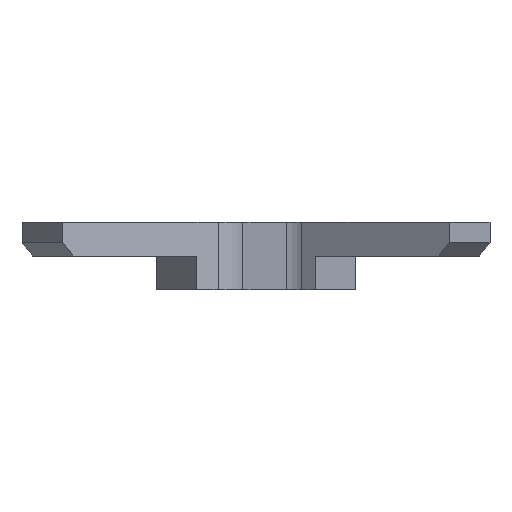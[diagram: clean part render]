
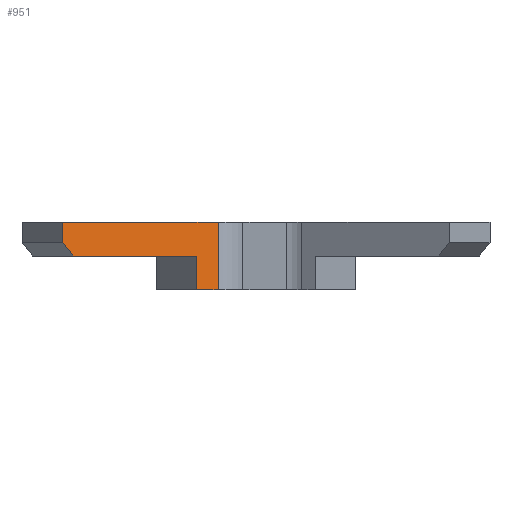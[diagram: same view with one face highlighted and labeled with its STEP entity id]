
A CAD part, front view. The second image highlights one B-rep face of the part: STEP entity #951.
In plain terms, the highlighted planar face has unit normal (0.604, -0.797, 0).
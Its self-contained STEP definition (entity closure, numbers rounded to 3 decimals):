
#26 = ORIENTED_EDGE ( 'NONE', *, *, #241, .T. ) ;
#39 = FACE_OUTER_BOUND ( 'NONE', #812, .T. ) ;
#77 = VERTEX_POINT ( 'NONE', #237 ) ;
#86 = CARTESIAN_POINT ( 'NONE',  ( -11.276, -21.078, 20. ) ) ;
#110 = ORIENTED_EDGE ( 'NONE', *, *, #423, .T. ) ;
#155 = LINE ( 'NONE', #276, #1508 ) ;
#158 = VERTEX_POINT ( 'NONE', #1610 ) ;
#196 = VERTEX_POINT ( 'NONE', #535 ) ;
#237 = CARTESIAN_POINT ( 'NONE',  ( -54.282, -53.632, 10. ) ) ;
#241 = EDGE_CURVE ( 'NONE', #158, #1545, #965, .T. ) ;
#276 = CARTESIAN_POINT ( 'NONE',  ( -17.605, -25.869, 10. ) ) ;
#278 = CARTESIAN_POINT ( 'NONE',  ( 0., -12.542, 0. ) ) ;
#348 = ORIENTED_EDGE ( 'NONE', *, *, #1362, .F. ) ;
#362 = ORIENTED_EDGE ( 'NONE', *, *, #1236, .T. ) ;
#423 = EDGE_CURVE ( 'NONE', #591, #77, #1281, .T. ) ;
#484 = EDGE_CURVE ( 'NONE', #695, #77, #1437, .T. ) ;
#535 = CARTESIAN_POINT ( 'NONE',  ( -11.276, -21.078, 0. ) ) ;
#549 = CARTESIAN_POINT ( 'NONE',  ( -57.471, -56.046, 10. ) ) ;
#591 = VERTEX_POINT ( 'NONE', #945 ) ;
#639 = CARTESIAN_POINT ( 'NONE',  ( 0., -12.542, 20. ) ) ;
#641 = DIRECTION ( 'NONE',  ( 0.564, 0.427, -0.707 ) ) ;
#651 = VECTOR ( 'NONE', #1311, 1000. ) ;
#683 = CARTESIAN_POINT ( 'NONE',  ( 0., -12.542, 20. ) ) ;
#695 = VERTEX_POINT ( 'NONE', #975 ) ;
#706 = LINE ( 'NONE', #999, #877 ) ;
#726 = CARTESIAN_POINT ( 'NONE',  ( -17.605, -25.869, 0. ) ) ;
#739 = DIRECTION ( 'NONE',  ( 0., 0., -1. ) ) ;
#757 = VECTOR ( 'NONE', #802, 1000. ) ;
#802 = DIRECTION ( 'NONE',  ( -0.797, -0.604, 0. ) ) ;
#812 = EDGE_LOOP ( 'NONE', ( #885, #110, #1164, #348, #1439, #362, #26 ) ) ;
#817 = DIRECTION ( 'NONE',  ( 0.797, 0.604, 0. ) ) ;
#877 = VECTOR ( 'NONE', #739, 1000. ) ;
#885 = ORIENTED_EDGE ( 'NONE', *, *, #1072, .T. ) ;
#945 = CARTESIAN_POINT ( 'NONE',  ( -57.471, -56.046, 14. ) ) ;
#951 = ADVANCED_FACE ( 'NONE', ( #39 ), #1338, .T. ) ;
#965 = LINE ( 'NONE', #683, #1259 ) ;
#974 = DIRECTION ( 'NONE',  ( 0.604, -0.797, 0. ) ) ;
#975 = CARTESIAN_POINT ( 'NONE',  ( -17.605, -25.869, 10. ) ) ;
#992 = EDGE_CURVE ( 'NONE', #196, #1534, #1470, .T. ) ;
#999 = CARTESIAN_POINT ( 'NONE',  ( -57.471, -56.046, 20. ) ) ;
#1072 = EDGE_CURVE ( 'NONE', #1545, #591, #706, .T. ) ;
#1164 = ORIENTED_EDGE ( 'NONE', *, *, #484, .F. ) ;
#1216 = DIRECTION ( 'NONE',  ( -0.797, -0.604, 0. ) ) ;
#1236 = EDGE_CURVE ( 'NONE', #196, #158, #1550, .T. ) ;
#1259 = VECTOR ( 'NONE', #1216, 1000. ) ;
#1260 = VECTOR ( 'NONE', #641, 1000. ) ;
#1281 = LINE ( 'NONE', #1408, #1260 ) ;
#1311 = DIRECTION ( 'NONE',  ( 0., 0., 1. ) ) ;
#1338 = PLANE ( 'NONE',  #1372 ) ;
#1347 = DIRECTION ( 'NONE',  ( -0.797, -0.604, 0. ) ) ;
#1362 = EDGE_CURVE ( 'NONE', #1534, #695, #155, .T. ) ;
#1372 = AXIS2_PLACEMENT_3D ( 'NONE', #639, #974, #817 ) ;
#1408 = CARTESIAN_POINT ( 'NONE',  ( -31.127, -36.105, -19.04 ) ) ;
#1437 = LINE ( 'NONE', #549, #757 ) ;
#1439 = ORIENTED_EDGE ( 'NONE', *, *, #992, .F. ) ;
#1450 = DIRECTION ( 'NONE',  ( 0., 0., 1. ) ) ;
#1470 = LINE ( 'NONE', #278, #1644 ) ;
#1508 = VECTOR ( 'NONE', #1450, 1000. ) ;
#1534 = VERTEX_POINT ( 'NONE', #726 ) ;
#1545 = VERTEX_POINT ( 'NONE', #1573 ) ;
#1550 = LINE ( 'NONE', #86, #651 ) ;
#1573 = CARTESIAN_POINT ( 'NONE',  ( -57.471, -56.046, 20. ) ) ;
#1610 = CARTESIAN_POINT ( 'NONE',  ( -11.276, -21.078, 20. ) ) ;
#1644 = VECTOR ( 'NONE', #1347, 1000. ) ;
